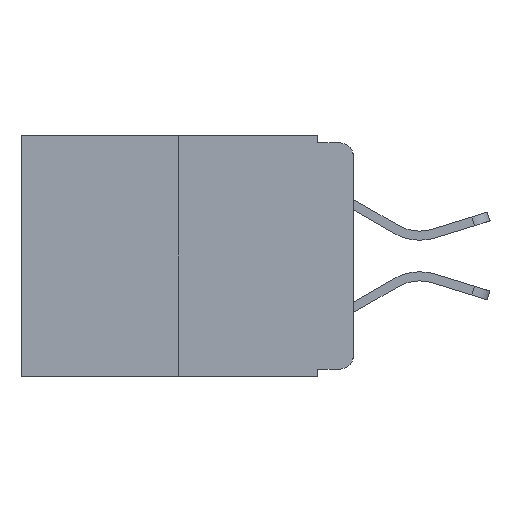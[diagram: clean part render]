
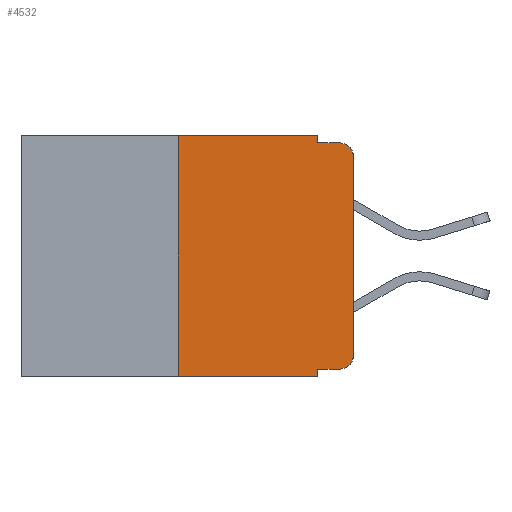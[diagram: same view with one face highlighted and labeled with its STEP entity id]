
A CAD part, left-side view. The second image highlights one B-rep face of the part: STEP entity #4532.
In plain terms, the highlighted planar face has unit normal (-1, 0, 0).
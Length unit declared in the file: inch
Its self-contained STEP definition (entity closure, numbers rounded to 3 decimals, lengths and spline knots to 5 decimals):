
#86 = ORIENTED_EDGE ( 'NONE', *, *, #6641, .T. ) ;
#205 = CARTESIAN_POINT ( 'NONE',  ( 0., 0.051, -0.333 ) ) ;
#263 = ORIENTED_EDGE ( 'NONE', *, *, #8193, .F. ) ;
#685 = CIRCLE ( 'NONE', #7882, 0.02 ) ;
#959 = CARTESIAN_POINT ( 'NONE',  ( 0., 0., -0.03 ) ) ;
#975 = LINE ( 'NONE', #3943, #3835 ) ;
#984 = CARTESIAN_POINT ( 'NONE',  ( 0., 0.02, -0.333 ) ) ;
#1163 = ORIENTED_EDGE ( 'NONE', *, *, #13698, .F. ) ;
#1678 = ORIENTED_EDGE ( 'NONE', *, *, #8980, .F. ) ;
#1709 = VECTOR ( 'NONE', #9289, 39.37008 ) ;
#1752 = CARTESIAN_POINT ( 'NONE',  ( 0., 0.473, -0.343 ) ) ;
#2008 = ORIENTED_EDGE ( 'NONE', *, *, #10499, .T. ) ;
#2076 = LINE ( 'NONE', #11574, #8075 ) ;
#2201 = EDGE_LOOP ( 'NONE', ( #86, #14168, #3021, #1163, #5520, #1678, #2008, #263, #3204, #13267 ) ) ;
#2376 = VERTEX_POINT ( 'NONE', #5596 ) ;
#3021 = ORIENTED_EDGE ( 'NONE', *, *, #5871, .F. ) ;
#3081 = EDGE_CURVE ( 'NONE', #11608, #11466, #7695, .T. ) ;
#3204 = ORIENTED_EDGE ( 'NONE', *, *, #15148, .T. ) ;
#3471 = VERTEX_POINT ( 'NONE', #13482 ) ;
#3835 = VECTOR ( 'NONE', #5213, 39.37008 ) ;
#3943 = CARTESIAN_POINT ( 'NONE',  ( 0., 0.051, 0. ) ) ;
#4532 = ADVANCED_FACE ( 'NONE', ( #7389 ), #6994, .F. ) ;
#4582 = VECTOR ( 'NONE', #8282, 39.37008 ) ;
#4737 = LINE ( 'NONE', #13162, #8566 ) ;
#5110 = VECTOR ( 'NONE', #8917, 39.37008 ) ;
#5113 = VERTEX_POINT ( 'NONE', #11140 ) ;
#5147 = AXIS2_PLACEMENT_3D ( 'NONE', #7232, #15208, #8384 ) ;
#5213 = DIRECTION ( 'NONE',  ( 0., 0., -1. ) ) ;
#5319 = CARTESIAN_POINT ( 'NONE',  ( 0., 0.473, 0. ) ) ;
#5459 = VECTOR ( 'NONE', #12887, 39.37008 ) ;
#5520 = ORIENTED_EDGE ( 'NONE', *, *, #3081, .F. ) ;
#5557 = VECTOR ( 'NONE', #5657, 39.37008 ) ;
#5596 = CARTESIAN_POINT ( 'NONE',  ( 0., 0., -0.313 ) ) ;
#5627 = VERTEX_POINT ( 'NONE', #205 ) ;
#5657 = DIRECTION ( 'NONE',  ( 0., -1., 0. ) ) ;
#5764 = CARTESIAN_POINT ( 'NONE',  ( 0., 0.25, 0. ) ) ;
#5825 = LINE ( 'NONE', #11706, #5459 ) ;
#5871 = EDGE_CURVE ( 'NONE', #5113, #12182, #8633, .T. ) ;
#5969 = DIRECTION ( 'NONE',  ( 0., 0., -1. ) ) ;
#6012 = DIRECTION ( 'NONE',  ( -1., 0., 0. ) ) ;
#6103 = EDGE_CURVE ( 'NONE', #12915, #2376, #9181, .T. ) ;
#6641 = EDGE_CURVE ( 'NONE', #2376, #12765, #2076, .T. ) ;
#6740 = DIRECTION ( 'NONE',  ( 1., 0., 0. ) ) ;
#6994 = PLANE ( 'NONE',  #8236 ) ;
#7232 = CARTESIAN_POINT ( 'NONE',  ( 0., 0.02, -0.313 ) ) ;
#7389 = FACE_OUTER_BOUND ( 'NONE', #2201, .T. ) ;
#7426 = EDGE_CURVE ( 'NONE', #12765, #12182, #685, .T. ) ;
#7484 = CARTESIAN_POINT ( 'NONE',  ( 0., 0.051, -0.343 ) ) ;
#7695 = LINE ( 'NONE', #5319, #4582 ) ;
#7882 = AXIS2_PLACEMENT_3D ( 'NONE', #12938, #6012, #14079 ) ;
#8075 = VECTOR ( 'NONE', #12758, 39.37008 ) ;
#8193 = EDGE_CURVE ( 'NONE', #5627, #8529, #4737, .T. ) ;
#8236 = AXIS2_PLACEMENT_3D ( 'NONE', #12485, #6740, #5969 ) ;
#8282 = DIRECTION ( 'NONE',  ( 0., -1., 0. ) ) ;
#8384 = DIRECTION ( 'NONE',  ( 0., 0., -1. ) ) ;
#8529 = VERTEX_POINT ( 'NONE', #7484 ) ;
#8566 = VECTOR ( 'NONE', #9697, 39.37008 ) ;
#8633 = LINE ( 'NONE', #12568, #5557 ) ;
#8917 = DIRECTION ( 'NONE',  ( 0., -1., 0. ) ) ;
#8980 = EDGE_CURVE ( 'NONE', #3471, #11608, #5825, .T. ) ;
#9181 = CIRCLE ( 'NONE', #5147, 0.02 ) ;
#9289 = DIRECTION ( 'NONE',  ( 0., -1., 0. ) ) ;
#9293 = CARTESIAN_POINT ( 'NONE',  ( 0., 0.02, -0.01 ) ) ;
#9406 = CARTESIAN_POINT ( 'NONE',  ( 0., 0.051, 0. ) ) ;
#9697 = DIRECTION ( 'NONE',  ( 0., 0., -1. ) ) ;
#10371 = CARTESIAN_POINT ( 'NONE',  ( 0., 0.051, -0.333 ) ) ;
#10499 = EDGE_CURVE ( 'NONE', #3471, #8529, #11239, .T. ) ;
#11140 = CARTESIAN_POINT ( 'NONE',  ( 0., 0.051, -0.01 ) ) ;
#11239 = LINE ( 'NONE', #1752, #5110 ) ;
#11466 = VERTEX_POINT ( 'NONE', #9406 ) ;
#11574 = CARTESIAN_POINT ( 'NONE',  ( 0., 0., 0. ) ) ;
#11608 = VERTEX_POINT ( 'NONE', #5764 ) ;
#11706 = CARTESIAN_POINT ( 'NONE',  ( 0., 0.25, 0. ) ) ;
#12182 = VERTEX_POINT ( 'NONE', #9293 ) ;
#12485 = CARTESIAN_POINT ( 'NONE',  ( 0., 0.473, 0. ) ) ;
#12568 = CARTESIAN_POINT ( 'NONE',  ( 0., 0.051, -0.01 ) ) ;
#12758 = DIRECTION ( 'NONE',  ( 0., 0., 1. ) ) ;
#12765 = VERTEX_POINT ( 'NONE', #959 ) ;
#12887 = DIRECTION ( 'NONE',  ( 0., 0., 1. ) ) ;
#12915 = VERTEX_POINT ( 'NONE', #984 ) ;
#12938 = CARTESIAN_POINT ( 'NONE',  ( 0., 0.02, -0.03 ) ) ;
#13162 = CARTESIAN_POINT ( 'NONE',  ( 0., 0.051, 0. ) ) ;
#13267 = ORIENTED_EDGE ( 'NONE', *, *, #6103, .T. ) ;
#13482 = CARTESIAN_POINT ( 'NONE',  ( 0., 0.25, -0.343 ) ) ;
#13698 = EDGE_CURVE ( 'NONE', #11466, #5113, #975, .T. ) ;
#14079 = DIRECTION ( 'NONE',  ( 0., 0., -1. ) ) ;
#14168 = ORIENTED_EDGE ( 'NONE', *, *, #7426, .T. ) ;
#14199 = LINE ( 'NONE', #10371, #1709 ) ;
#15148 = EDGE_CURVE ( 'NONE', #5627, #12915, #14199, .T. ) ;
#15208 = DIRECTION ( 'NONE',  ( -1., 0., 0. ) ) ;
